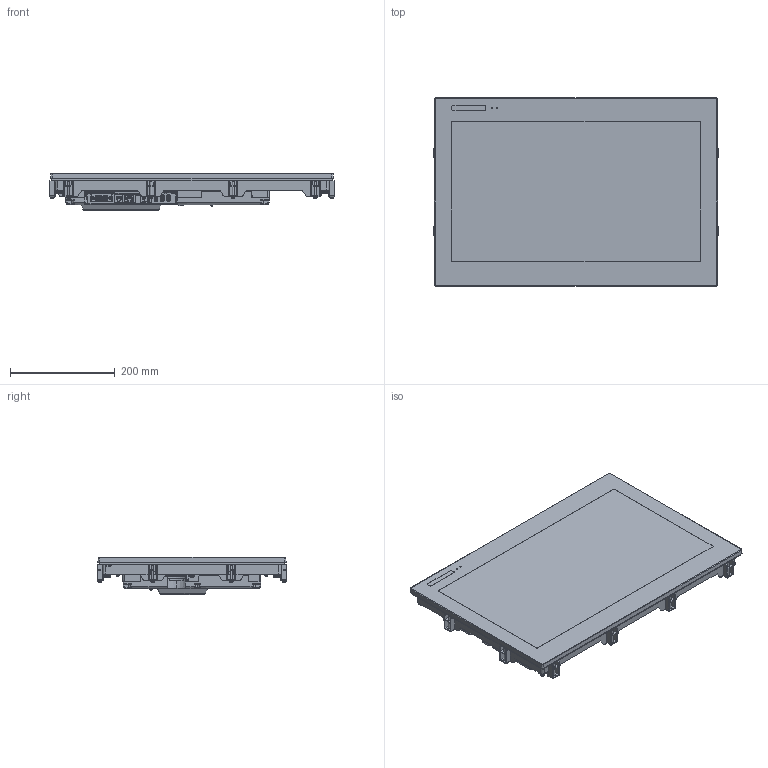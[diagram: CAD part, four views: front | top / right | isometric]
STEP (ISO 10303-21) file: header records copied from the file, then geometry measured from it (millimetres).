
FILE_DESCRIPTION (( 'STEP AP214' ), '1' );
FILE_NAME ('CM5-T22W_REV3.STEP', '2023-03-08T19:25:52', ( '' ), ( '' ), 'SwSTEP 2.0', 'SolidWorks 2021', '' );
FILE_SCHEMA (( 'AUTOMOTIVE_DESIGN' ));
Length unit declared in the file: inch
Products named in the file (1): CM5-T22W_REV3
Bounding box: 545.2 x 363.2 x 71.1 mm (x, y, z)
Volume: 8677501.5 mm3; surface area: 571404.8 mm2
Topology: 1 solids, 12 shells, 4563 faces, 12849 edges, 8378 vertices
Faces by surface type: plane 2720, cylinder 1385, bspline 375, cone 83
Full cylindrical faces by diameter (mm): 2.997 x2, 4 x24, 4.17 x3
Entity records: 193549 total; most frequent: CARTESIAN_POINT 71138, ORIENTED_EDGE 25600, DIRECTION 20322, EDGE_CURVE 12800, VERTEX_POINT 8365, VECTOR 8336, LINE 8336, AXIS2_PLACEMENT_3D 5993
